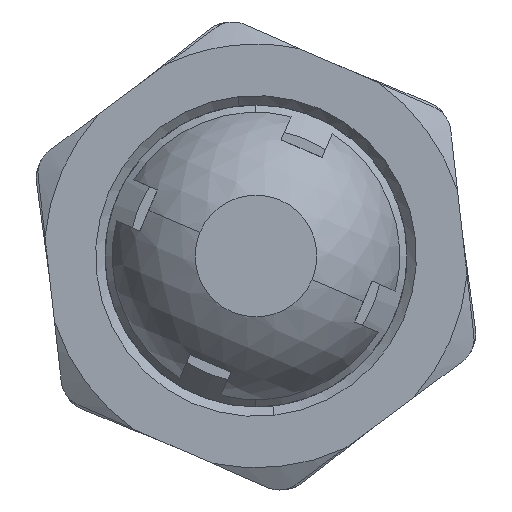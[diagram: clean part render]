
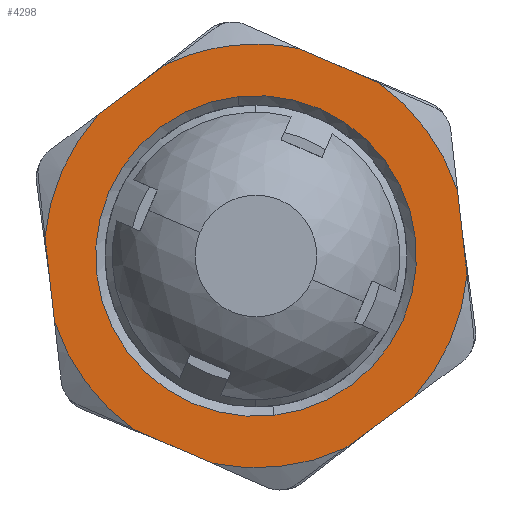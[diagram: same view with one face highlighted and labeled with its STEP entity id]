
A CAD part, left-side view. The second image highlights one B-rep face of the part: STEP entity #4298.
In plain terms, the highlighted planar face has unit normal (-1, 0, 0).
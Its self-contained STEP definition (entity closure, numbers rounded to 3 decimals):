
#2153=CARTESIAN_POINT('',(-4.293,-11.465,
-1.358));
#2158=DIRECTION('',(0.,-0.805,0.594));
#2159=VECTOR('',#2158,4.517);
#2160=CARTESIAN_POINT('',(-4.293,-4.997,
-10.537));
#2161=LINE('',#2160,#2159);
#2165=DIRECTION('',(0.,-0.917,-0.4));
#2166=VECTOR('',#2165,4.517);
#2167=CARTESIAN_POINT('',(-4.293,6.187,
-9.525));
#2168=LINE('',#2167,#2166);
#2172=CARTESIAN_POINT('',(-4.293,-0.282,
-0.346));
#2173=DIRECTION('',(-1.,0.,0.));
#2174=DIRECTION('',(0.,0.951,-0.31));
#2175=AXIS2_PLACEMENT_3D('',#2172,#2173,#2174);
#2180=DIRECTION('',(0.,-0.112,-0.994));
#2181=VECTOR('',#2180,4.517);
#2182=CARTESIAN_POINT('',(-4.293,10.902,
0.666));
#2183=LINE('',#2182,#2181);
#2187=CARTESIAN_POINT('',(-4.293,-0.282,
-0.346));
#2188=DIRECTION('',(-1.,0.,0.));
#2189=DIRECTION('',(0.,0.744,0.669));
#2190=AXIS2_PLACEMENT_3D('',#2187,#2188,#2189);
#2195=DIRECTION('',(0.,0.805,-0.594));
#2196=VECTOR('',#2195,4.517);
#2197=CARTESIAN_POINT('',(-4.293,4.434,9.846));
#2198=LINE('',#2197,#2196);
#2202=CARTESIAN_POINT('',(-4.293,-0.282,
-0.346));
#2203=DIRECTION('',(-1.,0.,0.));
#2204=DIRECTION('',(0.,0.112,0.994));
#2205=AXIS2_PLACEMENT_3D('',#2202,#2203,#2204);
#2210=CARTESIAN_POINT('',(-4.293,-0.282,
-0.346));
#2211=DIRECTION('',(-1.,0.,0.));
#2212=DIRECTION('',(0.,-0.207,0.978));
#2213=AXIS2_PLACEMENT_3D('',#2210,#2211,#2212);
#2218=DIRECTION('',(0.,0.917,0.4));
#2219=VECTOR('',#2218,4.517);
#2220=CARTESIAN_POINT('',(-4.293,-6.75,
8.834));
#2221=LINE('',#2220,#2219);
#2225=CARTESIAN_POINT('',(-4.293,-0.282,
-0.346));
#2226=DIRECTION('',(-1.,0.,0.));
#2227=DIRECTION('',(0.,-0.951,0.31));
#2228=AXIS2_PLACEMENT_3D('',#2225,#2226,#2227);
#2233=DIRECTION('',(0.,0.112,0.994));
#2234=VECTOR('',#2233,4.517);
#2235=CARTESIAN_POINT('',(-4.293,-11.465,
-1.358));
#2236=LINE('',#2235,#2234);
#2240=CARTESIAN_POINT('',(-4.293,-0.282,
-0.346));
#2241=DIRECTION('',(-1.,0.,0.));
#2242=DIRECTION('',(0.,-0.744,-0.669));
#2243=AXIS2_PLACEMENT_3D('',#2240,#2241,#2242);
#2248=CARTESIAN_POINT('',(-4.293,-0.282,
-0.346));
#2249=DIRECTION('',(1.,0.,0.));
#2250=DIRECTION('',(0.,0.112,0.994));
#2251=AXIS2_PLACEMENT_3D('',#2248,#2249,#2250);
#2256=CARTESIAN_POINT('',(-4.293,-0.282,
-0.346));
#2257=DIRECTION('',(1.,0.,0.));
#2258=DIRECTION('',(0.,-0.112,-0.994));
#2259=AXIS2_PLACEMENT_3D('',#2256,#2257,#2258);
#2277=CARTESIAN_POINT('',(-4.293,2.046,
-11.331));
#2287=CARTESIAN_POINT('',(-4.293,-0.282,
-0.346));
#2288=DIRECTION('',(-1.,0.,0.));
#2289=DIRECTION('',(0.,0.207,-0.978));
#2290=AXIS2_PLACEMENT_3D('',#2287,#2288,#2289);
#2354=CARTESIAN_POINT('',(-4.293,6.187,
-9.525));
#2446=CARTESIAN_POINT('',(-4.293,-2.61,
10.64));
#2461=CARTESIAN_POINT('',(-4.293,4.434,9.846));
#2486=CARTESIAN_POINT('',(-4.293,-10.959,
3.131));
#2501=CARTESIAN_POINT('',(-4.293,-6.75,
8.834));
#2594=CARTESIAN_POINT('',(-4.293,8.068,7.163));
#2609=CARTESIAN_POINT('',(-4.293,10.902,
0.666));
#3036=CARTESIAN_POINT('',(-4.293,0.671,
8.101));
#3037=CARTESIAN_POINT('',(-4.293,-1.234,
-8.792));
#3038=VERTEX_POINT('',#3036);
#3039=VERTEX_POINT('',#3037);
#3040=VERTEX_POINT('',#2594);
#3042=VERTEX_POINT('',#2354);
#3043=VERTEX_POINT('',#2277);
#3051=CARTESIAN_POINT('',(-4.293,-4.997,
-10.537));
#3052=CARTESIAN_POINT('',(-4.293,-8.631,
-7.855));
#3053=VERTEX_POINT('',#3051);
#3054=VERTEX_POINT('',#3052);
#3060=VERTEX_POINT('',#2461);
#3061=VERTEX_POINT('',#2609);
#3062=CARTESIAN_POINT('',(-4.293,10.396,
-3.822));
#3063=VERTEX_POINT('',#3062);
#3066=VERTEX_POINT('',#2501);
#3067=VERTEX_POINT('',#2446);
#3068=VERTEX_POINT('',#2153);
#3070=VERTEX_POINT('',#2486);
#3071=CARTESIAN_POINT('',(-4.293,0.976,
10.813));
#3072=VERTEX_POINT('',#3071);
#4263=CARTESIAN_POINT('',(-4.293,8.515,
-20.511));
#4264=DIRECTION('',(1.,0.,0.));
#4265=DIRECTION('',(0.,-0.112,-0.994));
#4266=AXIS2_PLACEMENT_3D('',#4263,#4264,#4265);
#4267=PLANE('',#4266);
#4268=ORIENTED_EDGE('',*,*,#4176,.F.);
#4270=ORIENTED_EDGE('',*,*,#4269,.F.);
#4271=ORIENTED_EDGE('',*,*,#4124,.F.);
#4273=ORIENTED_EDGE('',*,*,#4272,.F.);
#4275=ORIENTED_EDGE('',*,*,#4274,.F.);
#4277=ORIENTED_EDGE('',*,*,#4276,.F.);
#4279=ORIENTED_EDGE('',*,*,#4278,.F.);
#4281=ORIENTED_EDGE('',*,*,#4280,.F.);
#4283=ORIENTED_EDGE('',*,*,#4282,.F.);
#4285=ORIENTED_EDGE('',*,*,#4284,.F.);
#4287=ORIENTED_EDGE('',*,*,#4286,.F.);
#4288=ORIENTED_EDGE('',*,*,#4220,.F.);
#4289=ORIENTED_EDGE('',*,*,#4248,.F.);
#4290=EDGE_LOOP('',(#4268,#4270,#4271,#4273,#4275,#4277,#4279,#4281,#4283,#4285,
#4287,#4288,#4289));
#4291=FACE_OUTER_BOUND('',#4290,.F.);
#4293=ORIENTED_EDGE('',*,*,#4292,.F.);
#4295=ORIENTED_EDGE('',*,*,#4294,.F.);
#4296=EDGE_LOOP('',(#4293,#4295));
#4297=FACE_BOUND('',#4296,.F.);
#4298=ADVANCED_FACE('',(#4291,#4297),#4267,.F.);
#2176=CIRCLE('',#2175,11.229);
#2191=CIRCLE('',#2190,11.229);
#2206=CIRCLE('',#2205,11.229);
#2214=CIRCLE('',#2213,11.229);
#2229=CIRCLE('',#2228,11.229);
#2244=CIRCLE('',#2243,11.229);
#2252=CIRCLE('',#2251,8.5);
#2260=CIRCLE('',#2259,8.5);
#2291=CIRCLE('',#2290,11.229);
#4124=EDGE_CURVE('',#3042,#3043,#2168,.T.);
#4176=EDGE_CURVE('',#3053,#3054,#2161,.T.);
#4220=EDGE_CURVE('',#3068,#3070,#2236,.T.);
#4248=EDGE_CURVE('',#3054,#3068,#2244,.T.);
#4269=EDGE_CURVE('',#3043,#3053,#2291,.T.);
#4272=EDGE_CURVE('',#3063,#3042,#2176,.T.);
#4274=EDGE_CURVE('',#3061,#3063,#2183,.T.);
#4276=EDGE_CURVE('',#3040,#3061,#2191,.T.);
#4278=EDGE_CURVE('',#3060,#3040,#2198,.T.);
#4280=EDGE_CURVE('',#3072,#3060,#2206,.T.);
#4282=EDGE_CURVE('',#3067,#3072,#2214,.T.);
#4284=EDGE_CURVE('',#3066,#3067,#2221,.T.);
#4286=EDGE_CURVE('',#3070,#3066,#2229,.T.);
#4292=EDGE_CURVE('',#3038,#3039,#2252,.T.);
#4294=EDGE_CURVE('',#3039,#3038,#2260,.T.);
